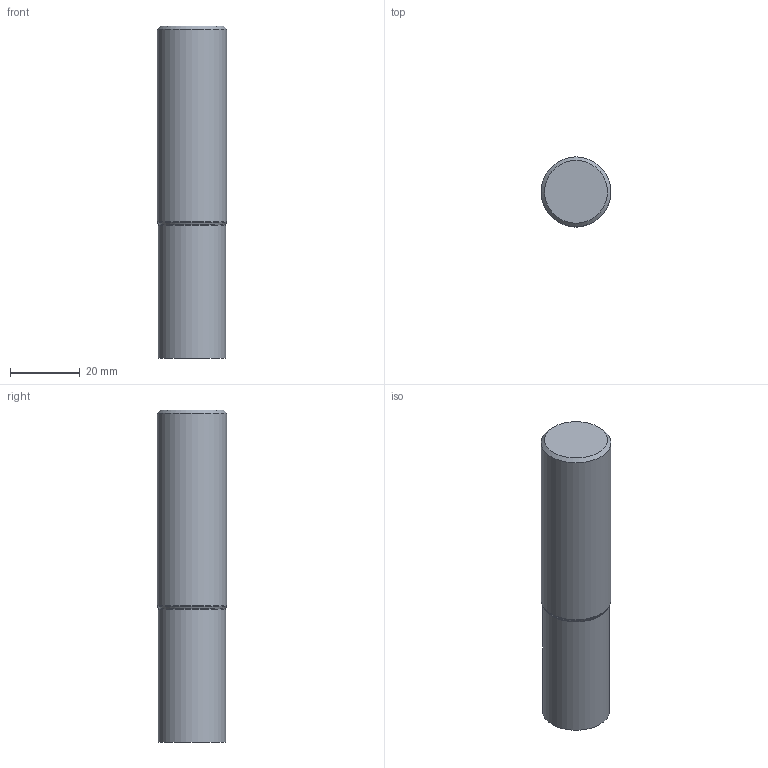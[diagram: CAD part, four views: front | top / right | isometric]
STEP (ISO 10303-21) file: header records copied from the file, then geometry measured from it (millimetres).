
FILE_DESCRIPTION(/* description */ (''),/* implementation_level */ '2;1');
FILE_NAME(/* name */ 'XE20200E2-095-00.0E_Basic.stp',/* time_stamp */ '2022-07-26T14:25:58+06:00',/* author */ (''),/* organization */ (''),/* preprocessor_version */ 'ST-DEVELOPER v16.7',/* originating_system */ 'SIEMENS PLM Software NX 12.0',/* authorisation */ '');
FILE_SCHEMA (('AUTOMOTIVE_DESIGN { 1 0 10303 214 3 1 1 1 }'));
Length unit declared in the file: millimetre
Products named in the file (1): inpu37E4AAB9m34b
Bounding box: 19.99 x 19.99 x 95 mm (x, y, z)
Volume: 26332.4 mm3; surface area: 7237.2 mm2
Topology: 1 solids, 1 shells, 22 faces, 42 edges, 25 vertices
Faces by surface type: cone 9, torus 7, cylinder 4, plane 2
Full cylindrical faces by diameter (mm): 9.25 x1, 14.715 x1, 19.2 x1, 19.994 x1
Entity records: 515 total; most frequent: DIRECTION 94, CARTESIAN_POINT 72, AXIS2_PLACEMENT_3D 47, FACE_BOUND 42, EDGE_LOOP 42, ORIENTED_EDGE 42, ADVANCED_FACE 22, VERTEX_POINT 22
